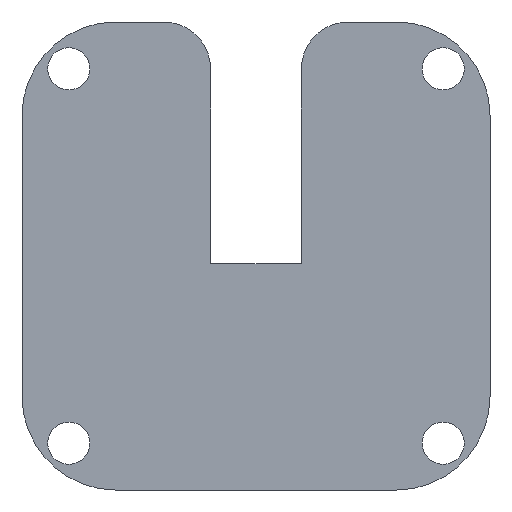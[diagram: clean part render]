
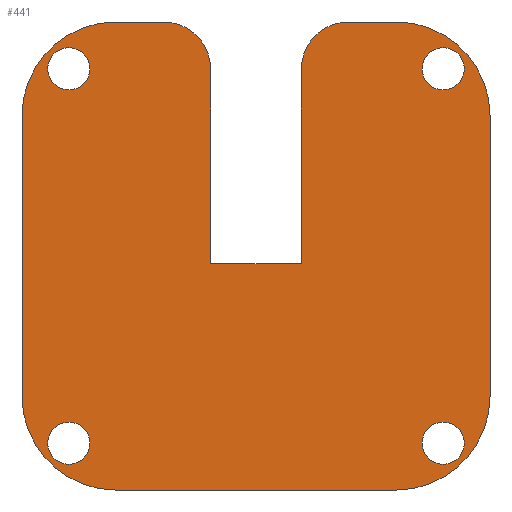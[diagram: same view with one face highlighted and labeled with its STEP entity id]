
A CAD part, front view. The second image highlights one B-rep face of the part: STEP entity #441.
In plain terms, the highlighted planar face has unit normal (0, -1, 0).
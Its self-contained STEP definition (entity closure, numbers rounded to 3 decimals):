
#19=FACE_BOUND('',#68,.T.);
#20=FACE_BOUND('',#69,.T.);
#21=FACE_BOUND('',#70,.T.);
#22=FACE_BOUND('',#71,.T.);
#27=PLANE('',#503);
#41=FACE_OUTER_BOUND('',#67,.T.);
#67=EDGE_LOOP('',(#345,#346,#347,#348,#349,#350,#351,#352,#353,#354,#355,
#356,#357,#358,#359,#360));
#68=EDGE_LOOP('',(#361));
#69=EDGE_LOOP('',(#362));
#70=EDGE_LOOP('',(#363));
#71=EDGE_LOOP('',(#364));
#89=LINE('',#678,#125);
#93=LINE('',#690,#129);
#96=LINE('',#701,#132);
#104=LINE('',#745,#140);
#105=LINE('',#749,#141);
#106=LINE('',#753,#142);
#107=LINE('',#757,#143);
#108=LINE('',#760,#144);
#125=VECTOR('',#539,10.);
#129=VECTOR('',#551,10.);
#132=VECTOR('',#562,10.);
#140=VECTOR('',#604,10.);
#141=VECTOR('',#607,10.);
#142=VECTOR('',#610,10.);
#143=VECTOR('',#613,10.);
#144=VECTOR('',#616,10.);
#158=CIRCLE('',#477,0.1);
#160=CIRCLE('',#481,0.1);
#161=CIRCLE('',#484,5.);
#176=CIRCLE('',#502,5.);
#177=CIRCLE('',#504,10.);
#178=CIRCLE('',#505,10.);
#179=CIRCLE('',#506,10.);
#180=CIRCLE('',#507,10.);
#181=CIRCLE('',#508,2.25);
#182=CIRCLE('',#509,2.25);
#183=CIRCLE('',#510,2.25);
#184=CIRCLE('',#511,2.25);
#187=VERTEX_POINT('',#668);
#188=VERTEX_POINT('',#670);
#190=VERTEX_POINT('',#676);
#192=VERTEX_POINT('',#682);
#194=VERTEX_POINT('',#688);
#195=VERTEX_POINT('',#692);
#196=VERTEX_POINT('',#693);
#216=VERTEX_POINT('',#740);
#217=VERTEX_POINT('',#744);
#218=VERTEX_POINT('',#746);
#219=VERTEX_POINT('',#748);
#220=VERTEX_POINT('',#750);
#221=VERTEX_POINT('',#752);
#222=VERTEX_POINT('',#754);
#223=VERTEX_POINT('',#756);
#224=VERTEX_POINT('',#758);
#225=VERTEX_POINT('',#761);
#226=VERTEX_POINT('',#763);
#227=VERTEX_POINT('',#765);
#228=VERTEX_POINT('',#767);
#231=EDGE_CURVE('',#187,#188,#158,.T.);
#235=EDGE_CURVE('',#187,#190,#89,.T.);
#238=EDGE_CURVE('',#192,#190,#160,.T.);
#241=EDGE_CURVE('',#192,#194,#93,.T.);
#242=EDGE_CURVE('',#195,#196,#161,.T.);
#246=EDGE_CURVE('',#195,#188,#96,.T.);
#267=EDGE_CURVE('',#216,#194,#176,.T.);
#268=EDGE_CURVE('',#216,#217,#104,.T.);
#269=EDGE_CURVE('',#218,#217,#177,.T.);
#270=EDGE_CURVE('',#218,#219,#105,.T.);
#271=EDGE_CURVE('',#220,#219,#178,.T.);
#272=EDGE_CURVE('',#220,#221,#106,.T.);
#273=EDGE_CURVE('',#222,#221,#179,.T.);
#274=EDGE_CURVE('',#222,#223,#107,.T.);
#275=EDGE_CURVE('',#224,#223,#180,.T.);
#276=EDGE_CURVE('',#224,#196,#108,.T.);
#277=EDGE_CURVE('',#225,#225,#181,.T.);
#278=EDGE_CURVE('',#226,#226,#182,.T.);
#279=EDGE_CURVE('',#227,#227,#183,.T.);
#280=EDGE_CURVE('',#228,#228,#184,.T.);
#345=ORIENTED_EDGE('',*,*,#242,.F.);
#346=ORIENTED_EDGE('',*,*,#246,.T.);
#347=ORIENTED_EDGE('',*,*,#231,.F.);
#348=ORIENTED_EDGE('',*,*,#235,.T.);
#349=ORIENTED_EDGE('',*,*,#238,.F.);
#350=ORIENTED_EDGE('',*,*,#241,.T.);
#351=ORIENTED_EDGE('',*,*,#267,.F.);
#352=ORIENTED_EDGE('',*,*,#268,.T.);
#353=ORIENTED_EDGE('',*,*,#269,.F.);
#354=ORIENTED_EDGE('',*,*,#270,.T.);
#355=ORIENTED_EDGE('',*,*,#271,.F.);
#356=ORIENTED_EDGE('',*,*,#272,.T.);
#357=ORIENTED_EDGE('',*,*,#273,.F.);
#358=ORIENTED_EDGE('',*,*,#274,.T.);
#359=ORIENTED_EDGE('',*,*,#275,.F.);
#360=ORIENTED_EDGE('',*,*,#276,.T.);
#361=ORIENTED_EDGE('',*,*,#277,.T.);
#362=ORIENTED_EDGE('',*,*,#278,.T.);
#363=ORIENTED_EDGE('',*,*,#279,.T.);
#364=ORIENTED_EDGE('',*,*,#280,.T.);
#441=ADVANCED_FACE('',(#41,#19,#20,#21,#22),#27,.T.);
#477=AXIS2_PLACEMENT_3D('',#671,#532,#533);
#481=AXIS2_PLACEMENT_3D('',#684,#545,#546);
#484=AXIS2_PLACEMENT_3D('',#694,#554,#555);
#502=AXIS2_PLACEMENT_3D('',#742,#600,#601);
#503=AXIS2_PLACEMENT_3D('',#743,#602,#603);
#504=AXIS2_PLACEMENT_3D('',#747,#605,#606);
#505=AXIS2_PLACEMENT_3D('',#751,#608,#609);
#506=AXIS2_PLACEMENT_3D('',#755,#611,#612);
#507=AXIS2_PLACEMENT_3D('',#759,#614,#615);
#508=AXIS2_PLACEMENT_3D('',#762,#617,#618);
#509=AXIS2_PLACEMENT_3D('',#764,#619,#620);
#510=AXIS2_PLACEMENT_3D('',#766,#621,#622);
#511=AXIS2_PLACEMENT_3D('',#768,#623,#624);
#532=DIRECTION('center_axis',(0.,-1.,0.));
#533=DIRECTION('ref_axis',(0.707,0.,-0.707));
#539=DIRECTION('',(-1.,0.,0.));
#545=DIRECTION('center_axis',(0.,-1.,0.));
#546=DIRECTION('ref_axis',(-0.707,0.,-0.707));
#551=DIRECTION('',(0.,0.,1.));
#554=DIRECTION('center_axis',(0.,1.,0.));
#555=DIRECTION('ref_axis',(-0.707,0.,0.707));
#562=DIRECTION('',(0.,0.,-1.));
#600=DIRECTION('center_axis',(0.,1.,0.));
#601=DIRECTION('ref_axis',(0.707,0.,0.707));
#602=DIRECTION('center_axis',(0.,-1.,0.));
#603=DIRECTION('ref_axis',(0.,0.,-1.));
#604=DIRECTION('',(-1.,0.,0.));
#605=DIRECTION('center_axis',(0.,1.,0.));
#606=DIRECTION('ref_axis',(-0.707,0.,0.707));
#607=DIRECTION('',(0.,0.,-1.));
#608=DIRECTION('center_axis',(0.,1.,0.));
#609=DIRECTION('ref_axis',(-0.707,0.,-0.707));
#610=DIRECTION('',(1.,0.,0.));
#611=DIRECTION('center_axis',(0.,1.,0.));
#612=DIRECTION('ref_axis',(0.707,0.,-0.707));
#613=DIRECTION('',(0.,0.,1.));
#614=DIRECTION('center_axis',(0.,1.,0.));
#615=DIRECTION('ref_axis',(0.707,0.,0.707));
#616=DIRECTION('',(-1.,0.,0.));
#617=DIRECTION('center_axis',(0.,1.,0.));
#618=DIRECTION('ref_axis',(1.,0.,0.));
#619=DIRECTION('center_axis',(0.,1.,0.));
#620=DIRECTION('ref_axis',(1.,0.,0.));
#621=DIRECTION('center_axis',(0.,1.,0.));
#622=DIRECTION('ref_axis',(1.,0.,0.));
#623=DIRECTION('center_axis',(0.,1.,0.));
#624=DIRECTION('ref_axis',(1.,0.,0.));
#668=CARTESIAN_POINT('',(4.75,-3.,-0.825));
#670=CARTESIAN_POINT('',(4.85,-3.,-0.725));
#671=CARTESIAN_POINT('Origin',(4.75,-3.,-0.725));
#676=CARTESIAN_POINT('',(-4.75,-3.,-0.825));
#678=CARTESIAN_POINT('',(-2.425,-3.,-0.825));
#682=CARTESIAN_POINT('',(-4.85,-3.,-0.725));
#684=CARTESIAN_POINT('Origin',(-4.75,-3.,-0.725));
#688=CARTESIAN_POINT('',(-4.85,-3.,20.));
#690=CARTESIAN_POINT('',(-4.85,-3.,12.5));
#692=CARTESIAN_POINT('',(4.85,-3.,20.));
#693=CARTESIAN_POINT('',(9.85,-3.,25.));
#694=CARTESIAN_POINT('Origin',(9.85,-3.,20.));
#701=CARTESIAN_POINT('',(4.85,-3.,-0.413));
#740=CARTESIAN_POINT('',(-9.85,-3.,25.));
#742=CARTESIAN_POINT('Origin',(-9.85,-3.,20.));
#743=CARTESIAN_POINT('Origin',(0.,-3.,0.));
#744=CARTESIAN_POINT('',(-15.,-3.,25.));
#745=CARTESIAN_POINT('',(25.,-3.,25.));
#746=CARTESIAN_POINT('',(-25.,-3.,15.));
#747=CARTESIAN_POINT('Origin',(-15.,-3.,15.));
#748=CARTESIAN_POINT('',(-25.,-3.,-15.));
#749=CARTESIAN_POINT('',(-25.,-3.,25.));
#750=CARTESIAN_POINT('',(-15.,-3.,-25.));
#751=CARTESIAN_POINT('Origin',(-15.,-3.,-15.));
#752=CARTESIAN_POINT('',(15.,-3.,-25.));
#753=CARTESIAN_POINT('',(-25.,-3.,-25.));
#754=CARTESIAN_POINT('',(25.,-3.,-15.));
#755=CARTESIAN_POINT('Origin',(15.,-3.,-15.));
#756=CARTESIAN_POINT('',(25.,-3.,15.));
#757=CARTESIAN_POINT('',(25.,-3.,-25.));
#758=CARTESIAN_POINT('',(15.,-3.,25.));
#759=CARTESIAN_POINT('Origin',(15.,-3.,15.));
#760=CARTESIAN_POINT('',(25.,-3.,25.));
#761=CARTESIAN_POINT('',(-22.25,-3.,20.));
#762=CARTESIAN_POINT('Origin',(-20.,-3.,20.));
#763=CARTESIAN_POINT('',(17.75,-3.,-20.));
#764=CARTESIAN_POINT('Origin',(20.,-3.,-20.));
#765=CARTESIAN_POINT('',(-22.25,-3.,-20.));
#766=CARTESIAN_POINT('Origin',(-20.,-3.,-20.));
#767=CARTESIAN_POINT('',(17.75,-3.,20.));
#768=CARTESIAN_POINT('Origin',(20.,-3.,20.));
